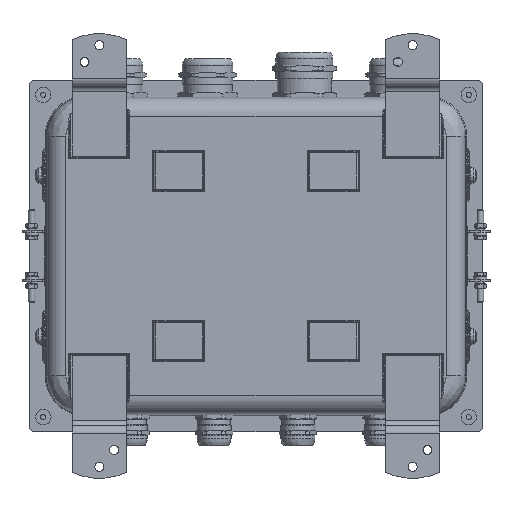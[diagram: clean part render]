
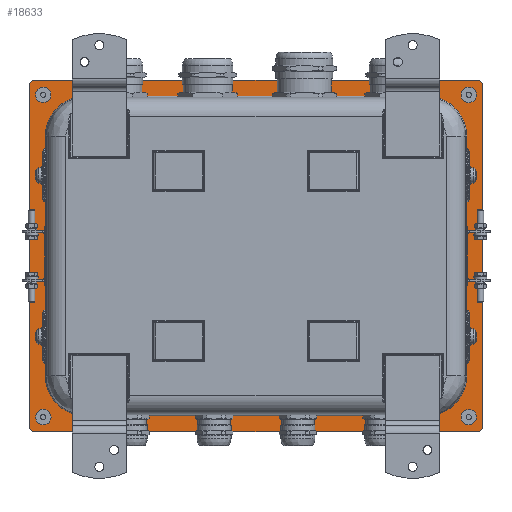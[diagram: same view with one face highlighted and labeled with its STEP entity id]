
A CAD part, front view. The second image highlights one B-rep face of the part: STEP entity #18633.
In plain terms, the highlighted planar face has unit normal (0, -1, 0).
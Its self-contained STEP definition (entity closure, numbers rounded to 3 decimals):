
#1370=LINE('',#27243,#2474);
#1371=LINE('',#27247,#2475);
#1372=LINE('',#27251,#2476);
#1373=LINE('',#27255,#2477);
#1374=LINE('',#27261,#2478);
#1375=LINE('',#27265,#2479);
#1376=LINE('',#27269,#2480);
#1377=LINE('',#27272,#2481);
#2474=VECTOR('',#21908,10.);
#2475=VECTOR('',#21911,10.);
#2476=VECTOR('',#21914,10.);
#2477=VECTOR('',#21917,10.);
#2478=VECTOR('',#21922,10.);
#2479=VECTOR('',#21925,10.);
#2480=VECTOR('',#21928,10.);
#2481=VECTOR('',#21931,10.);
#4710=FACE_BOUND('',#5984,.T.);
#4711=FACE_BOUND('',#5985,.T.);
#4712=FACE_BOUND('',#5986,.T.);
#4713=FACE_BOUND('',#5987,.T.);
#4714=FACE_BOUND('',#5988,.T.);
#4851=FACE_OUTER_BOUND('',#5983,.T.);
#5983=EDGE_LOOP('',(#12651,#12652,#12653,#12654,#12655,#12656,#12657,#12658));
#5984=EDGE_LOOP('',(#12659,#12660,#12661,#12662,#12663,#12664,#12665,#12666));
#5985=EDGE_LOOP('',(#12667));
#5986=EDGE_LOOP('',(#12668));
#5987=EDGE_LOOP('',(#12669));
#5988=EDGE_LOOP('',(#12670));
#7255=CIRCLE('',#19787,5.);
#7256=CIRCLE('',#19788,5.);
#7257=CIRCLE('',#19789,5.);
#7258=CIRCLE('',#19790,5.);
#7259=CIRCLE('',#19791,30.938);
#7260=CIRCLE('',#19792,30.938);
#7261=CIRCLE('',#19793,30.938);
#7262=CIRCLE('',#19794,30.938);
#7263=CIRCLE('',#19795,6.);
#7264=CIRCLE('',#19796,6.);
#7265=CIRCLE('',#19797,6.);
#7266=CIRCLE('',#19798,6.);
#8175=VERTEX_POINT('',#27241);
#8176=VERTEX_POINT('',#27242);
#8177=VERTEX_POINT('',#27244);
#8178=VERTEX_POINT('',#27246);
#8179=VERTEX_POINT('',#27248);
#8180=VERTEX_POINT('',#27250);
#8181=VERTEX_POINT('',#27252);
#8182=VERTEX_POINT('',#27254);
#8183=VERTEX_POINT('',#27257);
#8184=VERTEX_POINT('',#27258);
#8185=VERTEX_POINT('',#27260);
#8186=VERTEX_POINT('',#27262);
#8187=VERTEX_POINT('',#27264);
#8188=VERTEX_POINT('',#27266);
#8189=VERTEX_POINT('',#27268);
#8190=VERTEX_POINT('',#27270);
#8191=VERTEX_POINT('',#27273);
#8192=VERTEX_POINT('',#27275);
#8193=VERTEX_POINT('',#27277);
#8194=VERTEX_POINT('',#27279);
#9907=EDGE_CURVE('',#8175,#8176,#1370,.T.);
#9908=EDGE_CURVE('',#8176,#8177,#7255,.T.);
#9909=EDGE_CURVE('',#8177,#8178,#1371,.T.);
#9910=EDGE_CURVE('',#8178,#8179,#7256,.T.);
#9911=EDGE_CURVE('',#8179,#8180,#1372,.T.);
#9912=EDGE_CURVE('',#8180,#8181,#7257,.T.);
#9913=EDGE_CURVE('',#8181,#8182,#1373,.T.);
#9914=EDGE_CURVE('',#8182,#8175,#7258,.T.);
#9915=EDGE_CURVE('',#8183,#8184,#7259,.T.);
#9916=EDGE_CURVE('',#8184,#8185,#1374,.T.);
#9917=EDGE_CURVE('',#8185,#8186,#7260,.T.);
#9918=EDGE_CURVE('',#8186,#8187,#1375,.T.);
#9919=EDGE_CURVE('',#8187,#8188,#7261,.T.);
#9920=EDGE_CURVE('',#8188,#8189,#1376,.T.);
#9921=EDGE_CURVE('',#8189,#8190,#7262,.T.);
#9922=EDGE_CURVE('',#8190,#8183,#1377,.T.);
#9923=EDGE_CURVE('',#8191,#8191,#7263,.T.);
#9924=EDGE_CURVE('',#8192,#8192,#7264,.T.);
#9925=EDGE_CURVE('',#8193,#8193,#7265,.T.);
#9926=EDGE_CURVE('',#8194,#8194,#7266,.T.);
#12651=ORIENTED_EDGE('',*,*,#9907,.T.);
#12652=ORIENTED_EDGE('',*,*,#9908,.T.);
#12653=ORIENTED_EDGE('',*,*,#9909,.T.);
#12654=ORIENTED_EDGE('',*,*,#9910,.T.);
#12655=ORIENTED_EDGE('',*,*,#9911,.T.);
#12656=ORIENTED_EDGE('',*,*,#9912,.T.);
#12657=ORIENTED_EDGE('',*,*,#9913,.T.);
#12658=ORIENTED_EDGE('',*,*,#9914,.T.);
#12659=ORIENTED_EDGE('',*,*,#9915,.T.);
#12660=ORIENTED_EDGE('',*,*,#9916,.T.);
#12661=ORIENTED_EDGE('',*,*,#9917,.T.);
#12662=ORIENTED_EDGE('',*,*,#9918,.T.);
#12663=ORIENTED_EDGE('',*,*,#9919,.T.);
#12664=ORIENTED_EDGE('',*,*,#9920,.T.);
#12665=ORIENTED_EDGE('',*,*,#9921,.T.);
#12666=ORIENTED_EDGE('',*,*,#9922,.T.);
#12667=ORIENTED_EDGE('',*,*,#9923,.T.);
#12668=ORIENTED_EDGE('',*,*,#9924,.T.);
#12669=ORIENTED_EDGE('',*,*,#9925,.T.);
#12670=ORIENTED_EDGE('',*,*,#9926,.T.);
#18138=PLANE('',#19786);
#18633=ADVANCED_FACE('',(#4851,#4710,#4711,#4712,#4713,#4714),#18138,.F.);
#19786=AXIS2_PLACEMENT_3D('',#27240,#21906,#21907);
#19787=AXIS2_PLACEMENT_3D('',#27245,#21909,#21910);
#19788=AXIS2_PLACEMENT_3D('',#27249,#21912,#21913);
#19789=AXIS2_PLACEMENT_3D('',#27253,#21915,#21916);
#19790=AXIS2_PLACEMENT_3D('',#27256,#21918,#21919);
#19791=AXIS2_PLACEMENT_3D('',#27259,#21920,#21921);
#19792=AXIS2_PLACEMENT_3D('',#27263,#21923,#21924);
#19793=AXIS2_PLACEMENT_3D('',#27267,#21926,#21927);
#19794=AXIS2_PLACEMENT_3D('',#27271,#21929,#21930);
#19795=AXIS2_PLACEMENT_3D('',#27274,#21932,#21933);
#19796=AXIS2_PLACEMENT_3D('',#27276,#21934,#21935);
#19797=AXIS2_PLACEMENT_3D('',#27278,#21936,#21937);
#19798=AXIS2_PLACEMENT_3D('',#27280,#21938,#21939);
#21906=DIRECTION('center_axis',(0.,1.,0.));
#21907=DIRECTION('ref_axis',(0.,0.,1.));
#21908=DIRECTION('',(-1.,0.,0.));
#21909=DIRECTION('center_axis',(0.,-1.,0.));
#21910=DIRECTION('ref_axis',(1.,0.,0.));
#21911=DIRECTION('',(0.,0.,-1.));
#21912=DIRECTION('center_axis',(0.,-1.,0.));
#21913=DIRECTION('ref_axis',(0.,0.,
1.));
#21914=DIRECTION('',(1.,0.,0.));
#21915=DIRECTION('center_axis',(0.,-1.,0.));
#21916=DIRECTION('ref_axis',(-1.,0.,0.));
#21917=DIRECTION('',(0.,0.,1.));
#21918=DIRECTION('center_axis',(0.,-1.,0.));
#21919=DIRECTION('ref_axis',(0.,0.,
-1.));
#21920=DIRECTION('center_axis',(0.,1.,0.));
#21921=DIRECTION('ref_axis',(0.,0.,1.));
#21922=DIRECTION('',(1.,0.,0.));
#21923=DIRECTION('center_axis',(0.,1.,0.));
#21924=DIRECTION('ref_axis',(0.,0.,1.));
#21925=DIRECTION('',(0.,0.,-1.));
#21926=DIRECTION('center_axis',(0.,1.,0.));
#21927=DIRECTION('ref_axis',(0.,0.,1.));
#21928=DIRECTION('',(-1.,0.,0.));
#21929=DIRECTION('center_axis',(0.,1.,0.));
#21930=DIRECTION('ref_axis',(0.,0.,1.));
#21931=DIRECTION('',(0.,0.,1.));
#21932=DIRECTION('center_axis',(0.,1.,0.));
#21933=DIRECTION('ref_axis',(0.549,0.,-0.836));
#21934=DIRECTION('center_axis',(0.,1.,0.));
#21935=DIRECTION('ref_axis',(0.997,0.,0.08));
#21936=DIRECTION('center_axis',(0.,1.,0.));
#21937=DIRECTION('ref_axis',(0.865,0.,0.501));
#21938=DIRECTION('center_axis',(0.,1.,0.));
#21939=DIRECTION('ref_axis',(0.839,0.,0.544));
#27240=CARTESIAN_POINT('Origin',(0.,87.5,0.));
#27241=CARTESIAN_POINT('',(171.,87.5,136.5));
#27242=CARTESIAN_POINT('',(-171.,87.5,136.5));
#27243=CARTESIAN_POINT('',(171.,87.5,136.5));
#27244=CARTESIAN_POINT('',(-176.,87.5,131.5));
#27245=CARTESIAN_POINT('Origin',(-171.,87.5,131.5));
#27246=CARTESIAN_POINT('',(-176.,87.5,-131.5));
#27247=CARTESIAN_POINT('',(-176.,87.5,131.5));
#27248=CARTESIAN_POINT('',(-171.,87.5,-136.5));
#27249=CARTESIAN_POINT('Origin',(-171.,87.5,-131.5));
#27250=CARTESIAN_POINT('',(171.,87.5,-136.5));
#27251=CARTESIAN_POINT('',(-171.,87.5,-136.5));
#27252=CARTESIAN_POINT('',(176.,87.5,-131.5));
#27253=CARTESIAN_POINT('Origin',(171.,87.5,-131.5));
#27254=CARTESIAN_POINT('',(176.,87.5,131.5));
#27255=CARTESIAN_POINT('',(176.,87.5,-131.5));
#27256=CARTESIAN_POINT('Origin',(171.,87.5,131.5));
#27257=CARTESIAN_POINT('',(-163.438,87.5,93.));
#27258=CARTESIAN_POINT('',(-132.5,87.5,123.938));
#27259=CARTESIAN_POINT('Origin',(-132.5,87.5,93.));
#27260=CARTESIAN_POINT('',(132.5,87.5,123.938));
#27261=CARTESIAN_POINT('',(-66.25,87.5,123.938));
#27262=CARTESIAN_POINT('',(163.438,87.5,93.));
#27263=CARTESIAN_POINT('Origin',(132.5,87.5,93.));
#27264=CARTESIAN_POINT('',(163.438,87.5,-93.));
#27265=CARTESIAN_POINT('',(163.438,87.5,46.5));
#27266=CARTESIAN_POINT('',(132.5,87.5,-123.938));
#27267=CARTESIAN_POINT('Origin',(132.5,87.5,-93.));
#27268=CARTESIAN_POINT('',(-132.5,87.5,-123.938));
#27269=CARTESIAN_POINT('',(66.25,87.5,-123.938));
#27270=CARTESIAN_POINT('',(-163.438,87.5,-93.));
#27271=CARTESIAN_POINT('Origin',(-132.5,87.5,-93.));
#27272=CARTESIAN_POINT('',(-163.438,87.5,-46.5));
#27273=CARTESIAN_POINT('',(-168.294,87.5,130.015));
#27274=CARTESIAN_POINT('Origin',(-165.,87.5,125.));
#27275=CARTESIAN_POINT('',(159.019,87.5,124.522));
#27276=CARTESIAN_POINT('Origin',(165.,87.5,125.));
#27277=CARTESIAN_POINT('',(-170.192,87.5,-128.007));
#27278=CARTESIAN_POINT('Origin',(-165.,87.5,-125.));
#27279=CARTESIAN_POINT('',(159.966,87.5,-128.265));
#27280=CARTESIAN_POINT('Origin',(165.,87.5,-125.));
